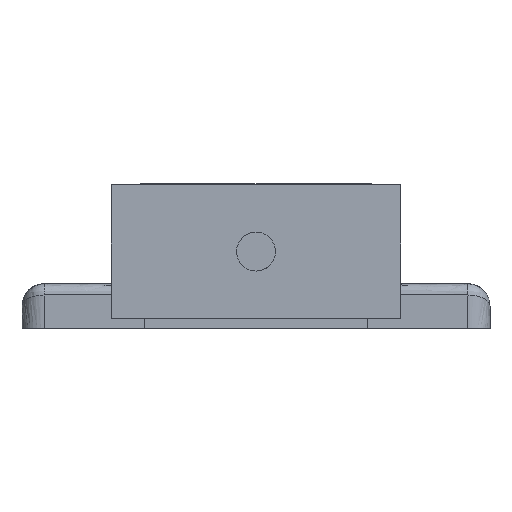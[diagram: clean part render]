
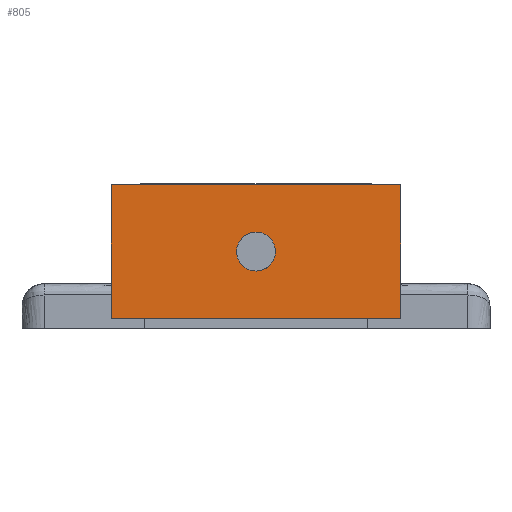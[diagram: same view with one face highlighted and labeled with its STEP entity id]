
A CAD part, front view. The second image highlights one B-rep face of the part: STEP entity #805.
In plain terms, the highlighted free-form (B-spline) face has degree [1, 1] with [2, 2] control points.
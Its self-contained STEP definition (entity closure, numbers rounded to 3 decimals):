
#414=CARTESIAN_POINT('',(1.747,-76.342,6.793));
#415=VERTEX_POINT('',#414);
#416=CARTESIAN_POINT('',(0.0,-76.342,8.65));
#417=VERTEX_POINT('',#416);
#418=CARTESIAN_POINT('',(1.747,-76.342,6.793));
#419=CARTESIAN_POINT('',(1.75,-76.342,6.847));
#420=CARTESIAN_POINT('',(1.75,-76.342,6.9));
#421=CARTESIAN_POINT('',(1.75,-76.342,8.65));
#422=CARTESIAN_POINT('',(0.0,-76.342,8.65));
#430=(BOUNDED_CURVE()B_SPLINE_CURVE(2,(#418,#419,#420,#421,#422),.UNSPECIFIED.,.F.,.U.)B_SPLINE_CURVE_WITH_KNOTS((3,2,3),(0.239,0.25,0.5),.UNSPECIFIED.)CURVE()GEOMETRIC_REPRESENTATION_ITEM()RATIONAL_B_SPLINE_CURVE((0.976,0.988,1.0,0.707,1.0))REPRESENTATION_ITEM(''));
#431=EDGE_CURVE('',#415,#417,#430,.T.);
#433=CARTESIAN_POINT('',(-1.747,-76.342,7.007));
#434=VERTEX_POINT('',#433);
#435=CARTESIAN_POINT('',(0.0,-76.342,8.65));
#436=CARTESIAN_POINT('',(-1.646,-76.342,8.65));
#437=CARTESIAN_POINT('',(-1.747,-76.342,7.007));
#445=(BOUNDED_CURVE()B_SPLINE_CURVE(2,(#435,#436,#437),.UNSPECIFIED.,.F.,.U.)B_SPLINE_CURVE_WITH_KNOTS((3,3),(0.5,0.739),.UNSPECIFIED.)CURVE()GEOMETRIC_REPRESENTATION_ITEM()RATIONAL_B_SPLINE_CURVE((1.0,0.72,0.976))REPRESENTATION_ITEM(''));
#446=EDGE_CURVE('',#417,#434,#445,.T.);
#513=CARTESIAN_POINT('',(0.0,-76.342,5.15));
#514=VERTEX_POINT('',#513);
#515=CARTESIAN_POINT('',(0.0,-76.342,5.15));
#516=CARTESIAN_POINT('',(1.646,-76.342,5.15));
#517=CARTESIAN_POINT('',(1.747,-76.342,6.793));
#525=(BOUNDED_CURVE()B_SPLINE_CURVE(2,(#515,#516,#517),.UNSPECIFIED.,.F.,.U.)B_SPLINE_CURVE_WITH_KNOTS((3,3),(0.0,0.239),.UNSPECIFIED.)CURVE()GEOMETRIC_REPRESENTATION_ITEM()RATIONAL_B_SPLINE_CURVE((1.0,0.72,0.976))REPRESENTATION_ITEM(''));
#526=EDGE_CURVE('',#514,#415,#525,.T.);
#560=CARTESIAN_POINT('',(-1.747,-76.342,7.007));
#561=CARTESIAN_POINT('',(-1.75,-76.342,6.953));
#562=CARTESIAN_POINT('',(-1.75,-76.342,6.9));
#563=CARTESIAN_POINT('',(-1.75,-76.342,5.15));
#564=CARTESIAN_POINT('',(0.0,-76.342,5.15));
#572=(BOUNDED_CURVE()B_SPLINE_CURVE(2,(#560,#561,#562,#563,#564),.UNSPECIFIED.,.F.,.U.)B_SPLINE_CURVE_WITH_KNOTS((3,2,3),(0.739,0.75,1.0),.UNSPECIFIED.)CURVE()GEOMETRIC_REPRESENTATION_ITEM()RATIONAL_B_SPLINE_CURVE((0.976,0.988,1.0,0.707,1.0))REPRESENTATION_ITEM(''));
#573=EDGE_CURVE('',#434,#514,#572,.T.);
#713=CARTESIAN_POINT('',(-13.0,-76.342,12.9));
#714=VERTEX_POINT('',#713);
#729=CARTESIAN_POINT('',(-13.0,-76.342,0.9));
#730=VERTEX_POINT('',#729);
#736=CARTESIAN_POINT('',(-13.0,-76.342,0.9));
#737=CARTESIAN_POINT('',(-13.0,-76.342,12.9));
#738=QUASI_UNIFORM_CURVE('',1,(#736,#737),.UNSPECIFIED.,.F.,.U.);
#739=EDGE_CURVE('',#730,#714,#738,.T.);
#749=CARTESIAN_POINT('',(13.0,-76.342,12.9));
#750=VERTEX_POINT('',#749);
#758=CARTESIAN_POINT('',(13.0,-76.342,0.9));
#759=VERTEX_POINT('',#758);
#760=CARTESIAN_POINT('',(13.0,-76.342,0.9));
#761=CARTESIAN_POINT('',(13.0,-76.342,12.9));
#762=QUASI_UNIFORM_CURVE('',1,(#760,#761),.UNSPECIFIED.,.F.,.U.);
#763=EDGE_CURVE('',#759,#750,#762,.T.);
#780=CARTESIAN_POINT('',(-14.299,-76.342,13.499));
#781=CARTESIAN_POINT('',(-14.299,-76.342,0.301));
#782=CARTESIAN_POINT('',(14.299,-76.342,13.499));
#783=CARTESIAN_POINT('',(14.299,-76.342,0.301));
#784=B_SPLINE_SURFACE_WITH_KNOTS('',1,1,((#780,#782),(#781,#783)),.UNSPECIFIED.,.F.,.F.,.U.,(2,2),(2,2),(0.0,13.199),(0.0,28.597),.UNSPECIFIED.);
#785=ORIENTED_EDGE('',*,*,#739,.F.);
#786=CARTESIAN_POINT('',(13.0,-76.342,0.9));
#787=CARTESIAN_POINT('',(-13.0,-76.342,0.9));
#788=QUASI_UNIFORM_CURVE('',1,(#786,#787),.UNSPECIFIED.,.F.,.U.);
#789=EDGE_CURVE('',#759,#730,#788,.T.);
#790=ORIENTED_EDGE('',*,*,#789,.F.);
#791=ORIENTED_EDGE('',*,*,#763,.T.);
#792=CARTESIAN_POINT('',(13.0,-76.342,12.9));
#793=CARTESIAN_POINT('',(-13.0,-76.342,12.9));
#794=QUASI_UNIFORM_CURVE('',1,(#792,#793),.UNSPECIFIED.,.F.,.U.);
#795=EDGE_CURVE('',#750,#714,#794,.T.);
#796=ORIENTED_EDGE('',*,*,#795,.T.);
#797=EDGE_LOOP('',(#785,#790,#791,#796));
#798=FACE_OUTER_BOUND('',#797,.T.);
#799=ORIENTED_EDGE('',*,*,#446,.F.);
#800=ORIENTED_EDGE('',*,*,#431,.F.);
#801=ORIENTED_EDGE('',*,*,#526,.F.);
#802=ORIENTED_EDGE('',*,*,#573,.F.);
#803=EDGE_LOOP('',(#799,#800,#801,#802));
#804=FACE_BOUND('',#803,.T.);
#805=ADVANCED_FACE('',(#798,#804),#784,.T.);
